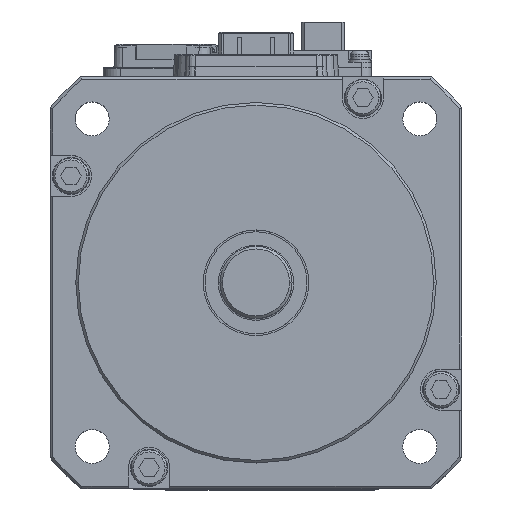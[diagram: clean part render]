
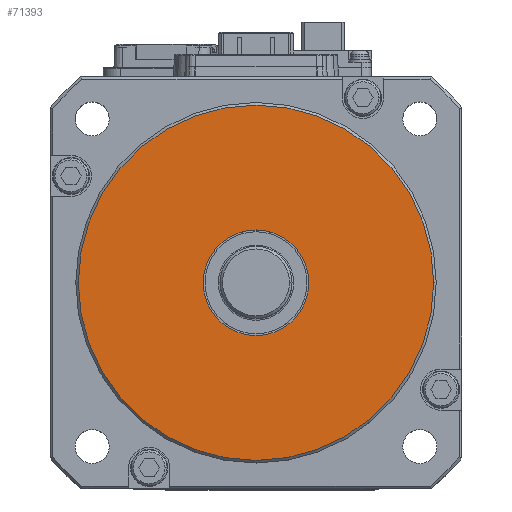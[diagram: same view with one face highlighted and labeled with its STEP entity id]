
A CAD part, top view. The second image highlights one B-rep face of the part: STEP entity #71393.
In plain terms, the highlighted planar face has unit normal (0, 0, 1).
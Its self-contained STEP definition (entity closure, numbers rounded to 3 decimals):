
#253 = CIRCLE ( 'NONE', #59088, 34.5 ) ;
#1230 = PLANE ( 'NONE',  #41494 ) ;
#8745 = FACE_OUTER_BOUND ( 'NONE', #22909, .T. ) ;
#8806 = CIRCLE ( 'NONE', #26287, 34.5 ) ;
#10843 = CARTESIAN_POINT ( 'NONE',  ( 0., 0., 41.5 ) ) ;
#12007 = DIRECTION ( 'NONE',  ( 1., 0., 0. ) ) ;
#12479 = EDGE_CURVE ( 'NONE', #77103, #28857, #8806, .T. ) ;
#12961 = AXIS2_PLACEMENT_3D ( 'NONE', #71636, #56732, #12007 ) ;
#13429 = CARTESIAN_POINT ( 'NONE',  ( -10.25, 0., 41.5 ) ) ;
#16603 = CARTESIAN_POINT ( 'NONE',  ( 10.25, 0., 41.5 ) ) ;
#16866 = VERTEX_POINT ( 'NONE', #13429 ) ;
#17719 = EDGE_CURVE ( 'NONE', #97085, #16866, #98321, .T. ) ;
#18189 = DIRECTION ( 'NONE',  ( 1., 0., 0. ) ) ;
#19647 = CARTESIAN_POINT ( 'NONE',  ( 0., 0., 41.5 ) ) ;
#20992 = DIRECTION ( 'NONE',  ( 1., 0., 0. ) ) ;
#22909 = EDGE_LOOP ( 'NONE', ( #46874, #71057 ) ) ;
#25259 = DIRECTION ( 'NONE',  ( 1., 0., 0. ) ) ;
#25276 = DIRECTION ( 'NONE',  ( 0., 0., 1. ) ) ;
#26287 = AXIS2_PLACEMENT_3D ( 'NONE', #62569, #25276, #55575 ) ;
#28857 = VERTEX_POINT ( 'NONE', #83828 ) ;
#28879 = ORIENTED_EDGE ( 'NONE', *, *, #17719, .F. ) ;
#33205 = DIRECTION ( 'NONE',  ( 0., 0., 1. ) ) ;
#41494 = AXIS2_PLACEMENT_3D ( 'NONE', #19647, #94726, #18189 ) ;
#46874 = ORIENTED_EDGE ( 'NONE', *, *, #49607, .T. ) ;
#49607 = EDGE_CURVE ( 'NONE', #28857, #77103, #253, .T. ) ;
#51797 = CARTESIAN_POINT ( 'NONE',  ( 0., 0., 41.5 ) ) ;
#55575 = DIRECTION ( 'NONE',  ( 1., 0., 0. ) ) ;
#55804 = CIRCLE ( 'NONE', #12961, 10.25 ) ;
#56732 = DIRECTION ( 'NONE',  ( 0., 0., 1. ) ) ;
#59088 = AXIS2_PLACEMENT_3D ( 'NONE', #51797, #83053, #20992 ) ;
#62569 = CARTESIAN_POINT ( 'NONE',  ( 0., 0., 41.5 ) ) ;
#69371 = FACE_BOUND ( 'NONE', #71028, .T. ) ;
#71028 = EDGE_LOOP ( 'NONE', ( #74246, #28879 ) ) ;
#71057 = ORIENTED_EDGE ( 'NONE', *, *, #12479, .T. ) ;
#71393 = ADVANCED_FACE ( 'NONE', ( #8745, #69371 ), #1230, .T. ) ;
#71636 = CARTESIAN_POINT ( 'NONE',  ( 0., 0., 41.5 ) ) ;
#74246 = ORIENTED_EDGE ( 'NONE', *, *, #78149, .F. ) ;
#77103 = VERTEX_POINT ( 'NONE', #95366 ) ;
#78149 = EDGE_CURVE ( 'NONE', #16866, #97085, #55804, .T. ) ;
#83053 = DIRECTION ( 'NONE',  ( 0., 0., 1. ) ) ;
#83828 = CARTESIAN_POINT ( 'NONE',  ( -34.5, 0., 41.5 ) ) ;
#85589 = AXIS2_PLACEMENT_3D ( 'NONE', #10843, #33205, #25259 ) ;
#94726 = DIRECTION ( 'NONE',  ( 0., 0., 1. ) ) ;
#95366 = CARTESIAN_POINT ( 'NONE',  ( 34.5, 0., 41.5 ) ) ;
#97085 = VERTEX_POINT ( 'NONE', #16603 ) ;
#98321 = CIRCLE ( 'NONE', #85589, 10.25 ) ;
